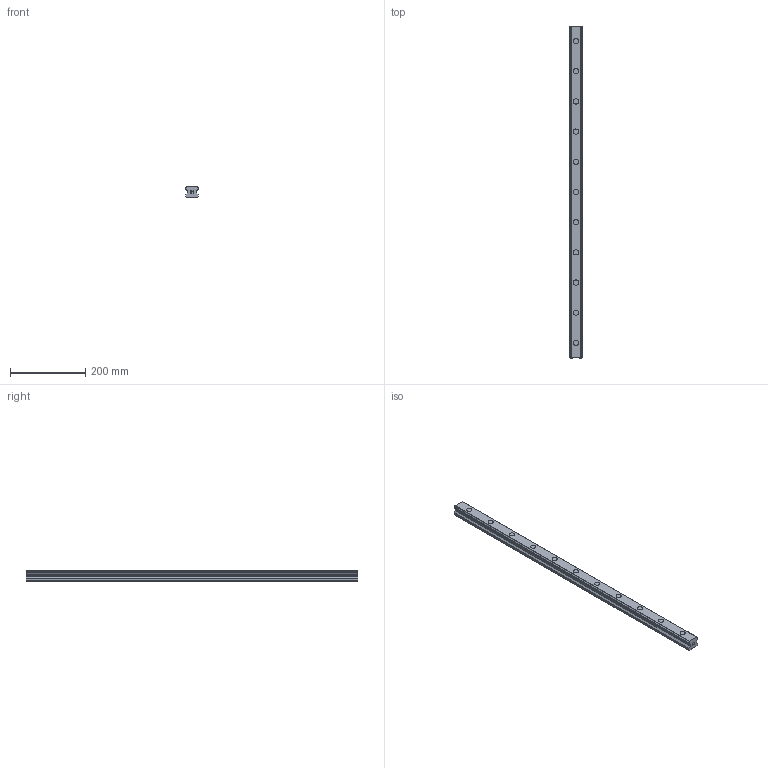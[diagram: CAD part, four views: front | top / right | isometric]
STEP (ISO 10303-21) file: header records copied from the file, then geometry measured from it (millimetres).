
FILE_DESCRIPTION(('STEP AP214'),'1');
FILE_NAME('cctmp_728002A4-3793-4453-9875-1D0D93A45ED3_2020_7_1_13_48_42_211..stp','2020-07-01T11:48:42',('HIWIN GmbH'),('CADClick - www.CADClick.com'),'Spatial InterOp 3D',' ','unknown authorization');
FILE_SCHEMA(('AUTOMOTIVE_DESIGN'));
Length unit declared in the file: millimetre
Products named in the file (1): HGR35R880H_FILE
Bounding box: 34 x 880 x 29 mm (x, y, z)
Volume: 719124 mm3; surface area: 128645.4 mm2
Topology: 1 solids, 1 shells, 214 faces, 525 edges, 350 vertices
Faces by surface type: plane 126, cylinder 88
Entity records: 8081 total; most frequent: DIRECTION 1131, CARTESIAN_POINT 1090, ORIENTED_EDGE 1050, EDGE_CURVE 525, AXIS2_PLACEMENT_3D 391, VERTEX_POINT 350, LINE 349, VECTOR 349
